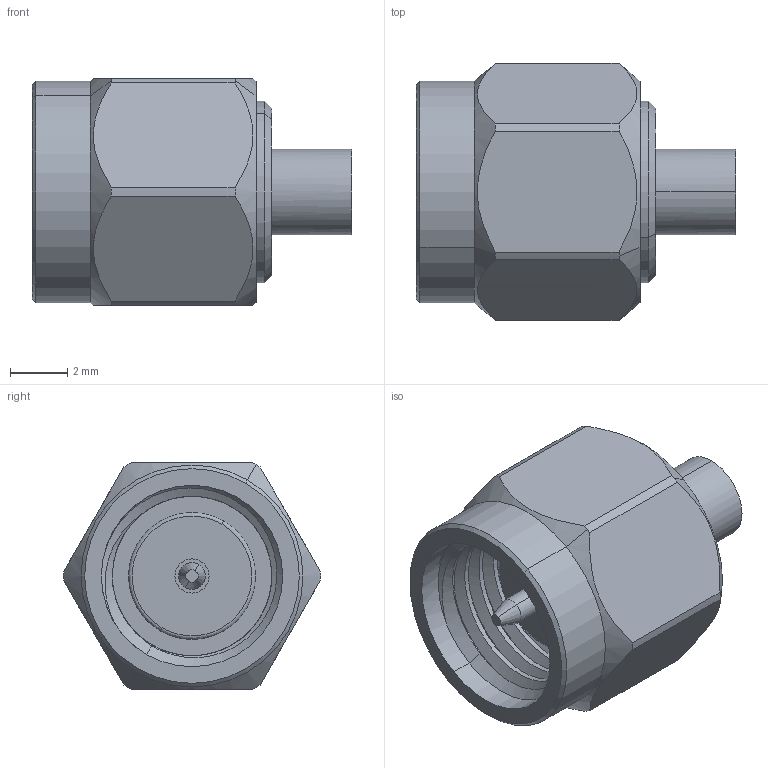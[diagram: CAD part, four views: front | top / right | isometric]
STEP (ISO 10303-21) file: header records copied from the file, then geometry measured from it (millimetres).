
FILE_DESCRIPTION (( 'STEP AP214' ), '1' );
FILE_NAME ('FMCN5342_3D.step', '2025-05-15T20:39:11', ( '' ), ( '' ), 'SwSTEP 2.0', 'SolidWorks 2022', '' );
FILE_SCHEMA (( 'AUTOMOTIVE_DESIGN' ));
Length unit declared in the file: inch
Products named in the file (1): FMCN5342_3D
Bounding box: 11.18 x 8.99 x 7.94 mm (x, y, z)
Volume: 326.4 mm3; surface area: 564.9 mm2
Topology: 1 solids, 1 shells, 73 faces, 173 edges, 110 vertices
Faces by surface type: cylinder 37, plane 16, cone 15, bspline 5
Entity records: 3429 total; most frequent: CARTESIAN_POINT 1793, ORIENTED_EDGE 346, DIRECTION 319, EDGE_CURVE 173, AXIS2_PLACEMENT_3D 131, VERTEX_POINT 110, EDGE_LOOP 81, ADVANCED_FACE 73
